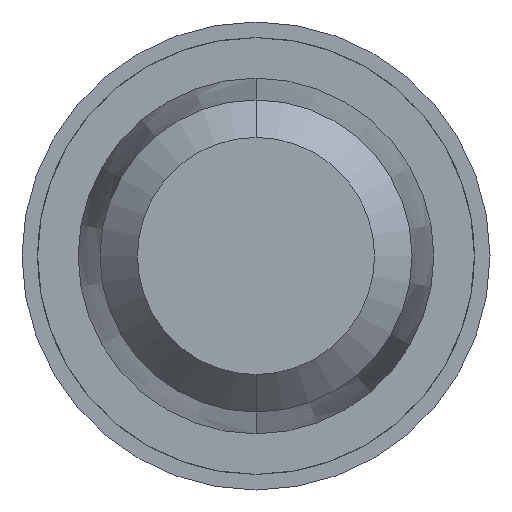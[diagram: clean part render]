
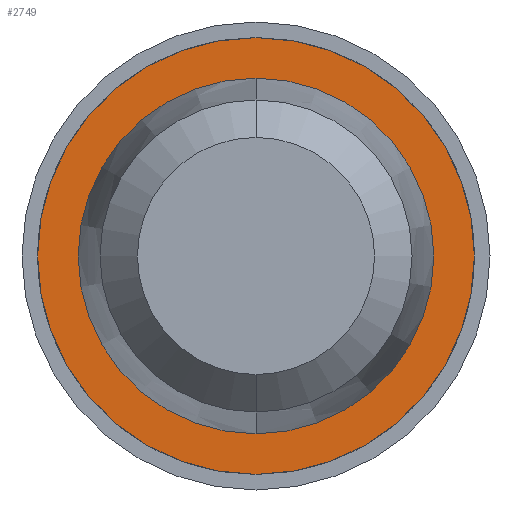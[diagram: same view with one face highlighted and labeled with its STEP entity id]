
A CAD part, front view. The second image highlights one B-rep face of the part: STEP entity #2749.
In plain terms, the highlighted planar face has unit normal (0, -1, 0).
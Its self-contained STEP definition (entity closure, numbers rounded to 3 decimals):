
#105 = EDGE_CURVE ( 'Defeature ausgef�hrt1_14+Defeature ausgef�hrt1_15+Defeature ausgef�hrt1_15+Defeature ausgef�hrt1_15', #3237, #3294, #2805, .T. ) ;
#130 = CARTESIAN_POINT ( 'NONE',  ( 0., 26., -0.7 ) ) ;
#175 = CARTESIAN_POINT ( 'NONE',  ( 0., 26., 0. ) ) ;
#252 = DIRECTION ( 'NONE',  ( 0., 0., -1. ) ) ;
#407 = FACE_BOUND ( 'NONE', #560, .T. ) ;
#429 = DIRECTION ( 'NONE',  ( 0., 0., -1. ) ) ;
#560 = EDGE_LOOP ( 'NONE', ( #3825, #1167 ) ) ;
#582 = AXIS2_PLACEMENT_3D ( 'NONE', #1334, #3508, #3814 ) ;
#736 = DIRECTION ( 'NONE',  ( 0., -1., 0. ) ) ;
#865 = DIRECTION ( 'NONE',  ( 0., 0., -1. ) ) ;
#871 = CARTESIAN_POINT ( 'NONE',  ( 0., 26., 0. ) ) ;
#887 = AXIS2_PLACEMENT_3D ( 'NONE', #871, #1814, #252 ) ;
#1167 = ORIENTED_EDGE ( 'NONE', *, *, #3377, .F. ) ;
#1278 = ORIENTED_EDGE ( 'NONE', *, *, #2988, .T. ) ;
#1334 = CARTESIAN_POINT ( 'NONE',  ( 0., 26., 0. ) ) ;
#1335 = ORIENTED_EDGE ( 'NONE', *, *, #2899, .T. ) ;
#1487 = CARTESIAN_POINT ( 'NONE',  ( 0., 26., 0. ) ) ;
#1804 = CARTESIAN_POINT ( 'NONE',  ( 0., 26., 0.7 ) ) ;
#1814 = DIRECTION ( 'NONE',  ( 0., -1., 0. ) ) ;
#1852 = CARTESIAN_POINT ( 'NONE',  ( 0., 26., 0.57 ) ) ;
#2112 = FACE_OUTER_BOUND ( 'NONE', #3349, .T. ) ;
#2138 = AXIS2_PLACEMENT_3D ( 'NONE', #2627, #736, #429 ) ;
#2394 = AXIS2_PLACEMENT_3D ( 'NONE', #175, #3205, #865 ) ;
#2462 = CIRCLE ( 'NONE', #887, 0.7 ) ;
#2627 = CARTESIAN_POINT ( 'NONE',  ( 0.57, 26., 0. ) ) ;
#2675 = VERTEX_POINT ( 'NONE', #130 ) ;
#2749 = ADVANCED_FACE ( 'Defeature ausgef�hrt1_15', ( #2112, #407 ), #2947, .T. ) ;
#2805 = CIRCLE ( 'NONE', #582, 0.57 ) ;
#2837 = CIRCLE ( 'NONE', #3038, 0.7 ) ;
#2885 = CARTESIAN_POINT ( 'NONE',  ( 0., 26., -0.57 ) ) ;
#2899 = EDGE_CURVE ( 'Defeature ausgef�hrt1_15+Defeature ausgef�hrt1_16+Defeature ausgef�hrt1_16+Defeature ausgef�hrt1_16', #3870, #2675, #2837, .T. ) ;
#2947 = PLANE ( 'NONE',  #2138 ) ;
#2988 = EDGE_CURVE ( 'Defeature ausgef�hrt1_15+Defeature ausgef�hrt1_16+Defeature ausgef�hrt1_16+Defeature ausgef�hrt1_16', #2675, #3870, #2462, .T. ) ;
#3038 = AXIS2_PLACEMENT_3D ( 'NONE', #1487, #3992, #3368 ) ;
#3205 = DIRECTION ( 'NONE',  ( 0., -1., 0. ) ) ;
#3237 = VERTEX_POINT ( 'NONE', #1852 ) ;
#3294 = VERTEX_POINT ( 'NONE', #2885 ) ;
#3319 = CIRCLE ( 'NONE', #2394, 0.57 ) ;
#3349 = EDGE_LOOP ( 'NONE', ( #1278, #1335 ) ) ;
#3368 = DIRECTION ( 'NONE',  ( 0., 0., -1. ) ) ;
#3377 = EDGE_CURVE ( 'Defeature ausgef�hrt1_14+Defeature ausgef�hrt1_15+Defeature ausgef�hrt1_15+Defeature ausgef�hrt1_15', #3294, #3237, #3319, .T. ) ;
#3508 = DIRECTION ( 'NONE',  ( 0., -1., 0. ) ) ;
#3814 = DIRECTION ( 'NONE',  ( 0., 0., -1. ) ) ;
#3825 = ORIENTED_EDGE ( 'NONE', *, *, #105, .F. ) ;
#3870 = VERTEX_POINT ( 'NONE', #1804 ) ;
#3992 = DIRECTION ( 'NONE',  ( 0., -1., 0. ) ) ;
